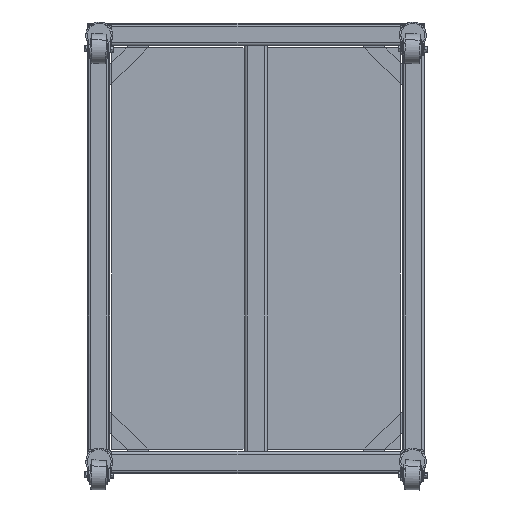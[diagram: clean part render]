
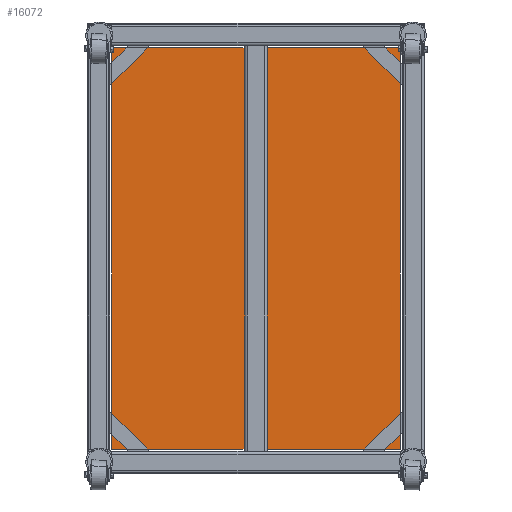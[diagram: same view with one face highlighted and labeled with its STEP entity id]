
A CAD part, front view. The second image highlights one B-rep face of the part: STEP entity #16072.
In plain terms, the highlighted planar face has unit normal (0, -1, 0).
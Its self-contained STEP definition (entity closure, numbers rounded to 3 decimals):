
#311 = DIRECTION ( 'NONE',  ( -1., 0., 0. ) ) ;
#455 = LINE ( 'NONE', #8578, #20955 ) ;
#665 = CARTESIAN_POINT ( 'NONE',  ( 0., -339.539, 0. ) ) ;
#4153 = VERTEX_POINT ( 'NONE', #10715 ) ;
#6096 = CARTESIAN_POINT ( 'NONE',  ( -106.014, -339.539, -777.41 ) ) ;
#6315 = CARTESIAN_POINT ( 'NONE',  ( -106.014, -339.539, -777.41 ) ) ;
#6372 = ORIENTED_EDGE ( 'NONE', *, *, #19906, .F. ) ;
#6667 = DIRECTION ( 'NONE',  ( 0., -1., 0. ) ) ;
#6861 = ORIENTED_EDGE ( 'NONE', *, *, #10694, .F. ) ;
#6939 = DIRECTION ( 'NONE',  ( 1., 0., 0. ) ) ;
#7749 = EDGE_CURVE ( 'NONE', #4153, #23459, #11254, .T. ) ;
#8306 = DIRECTION ( 'NONE',  ( 0., 0., 1. ) ) ;
#8578 = CARTESIAN_POINT ( 'NONE',  ( -106.014, -339.539, -777.41 ) ) ;
#9052 = LINE ( 'NONE', #6315, #24884 ) ;
#10694 = EDGE_CURVE ( 'NONE', #23459, #25546, #13758, .T. ) ;
#10715 = CARTESIAN_POINT ( 'NONE',  ( -491.014, -339.539, -777.41 ) ) ;
#11254 = LINE ( 'NONE', #14235, #14702 ) ;
#11397 = EDGE_LOOP ( 'NONE', ( #11954, #13815, #6372, #6861 ) ) ;
#11954 = ORIENTED_EDGE ( 'NONE', *, *, #7749, .F. ) ;
#12444 = FACE_OUTER_BOUND ( 'NONE', #11397, .T. ) ;
#12544 = EDGE_CURVE ( 'NONE', #15434, #4153, #9052, .T. ) ;
#13758 = LINE ( 'NONE', #18844, #19639 ) ;
#13815 = ORIENTED_EDGE ( 'NONE', *, *, #12544, .F. ) ;
#14235 = CARTESIAN_POINT ( 'NONE',  ( -491.014, -339.539, -777.41 ) ) ;
#14605 = DIRECTION ( 'NONE',  ( 0., 0., -1. ) ) ;
#14702 = VECTOR ( 'NONE', #8306, 1000. ) ;
#15187 = AXIS2_PLACEMENT_3D ( 'NONE', #665, #6667, #20548 ) ;
#15434 = VERTEX_POINT ( 'NONE', #6096 ) ;
#16072 = ADVANCED_FACE ( 'NONE', ( #12444 ), #22448, .T. ) ;
#17552 = CARTESIAN_POINT ( 'NONE',  ( -106.014, -339.539, -242.41 ) ) ;
#18844 = CARTESIAN_POINT ( 'NONE',  ( -106.014, -339.539, -242.41 ) ) ;
#19624 = CARTESIAN_POINT ( 'NONE',  ( -491.014, -339.539, -242.41 ) ) ;
#19639 = VECTOR ( 'NONE', #6939, 1000. ) ;
#19906 = EDGE_CURVE ( 'NONE', #25546, #15434, #455, .T. ) ;
#20548 = DIRECTION ( 'NONE',  ( 0., 0., -1. ) ) ;
#20955 = VECTOR ( 'NONE', #14605, 1000. ) ;
#22448 = PLANE ( 'NONE',  #15187 ) ;
#23459 = VERTEX_POINT ( 'NONE', #19624 ) ;
#24884 = VECTOR ( 'NONE', #311, 1000. ) ;
#25546 = VERTEX_POINT ( 'NONE', #17552 ) ;
